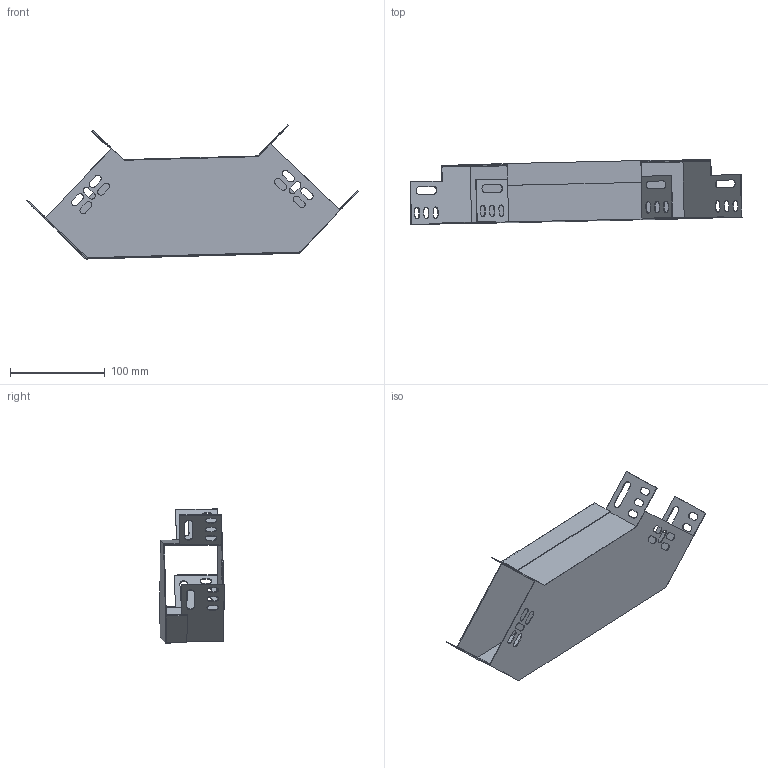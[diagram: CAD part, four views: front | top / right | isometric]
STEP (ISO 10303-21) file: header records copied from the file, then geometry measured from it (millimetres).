
FILE_DESCRIPTION (( 'STEP AP203' ), '1' );
FILE_NAME ('CLP1P-060-100-1 Ïîâîðîò íà 90 ãð. 60õ100 ìì..STEP', '2016-03-17T07:27:22', ( '' ), ( '' ), 'SwSTEP 2.0', 'SolidWorks 2014', '' );
FILE_SCHEMA (( 'CONFIG_CONTROL_DESIGN' ));
Length unit declared in the file: millimetre
Products named in the file (1): CLP1P-060-100-1 Ïîâîðîò íà 90 ãð. 60õ100 ìì.
Bounding box: 349.86 x 68.34 x 141.28 mm (x, y, z)
Volume: 73090.4 mm3; surface area: 186187.7 mm2
Topology: 2 solids, 2 shells, 154 faces, 446 edges, 296 vertices
Faces by surface type: plane 102, cylinder 52
Entity records: 5241 total; most frequent: CARTESIAN_POINT 897, ORIENTED_EDGE 892, DIRECTION 860, EDGE_CURVE 446, LINE 342, VECTOR 342, VERTEX_POINT 296, AXIS2_PLACEMENT_3D 259
